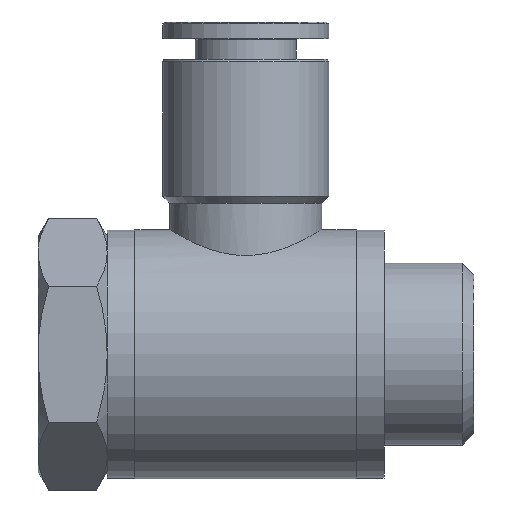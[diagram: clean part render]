
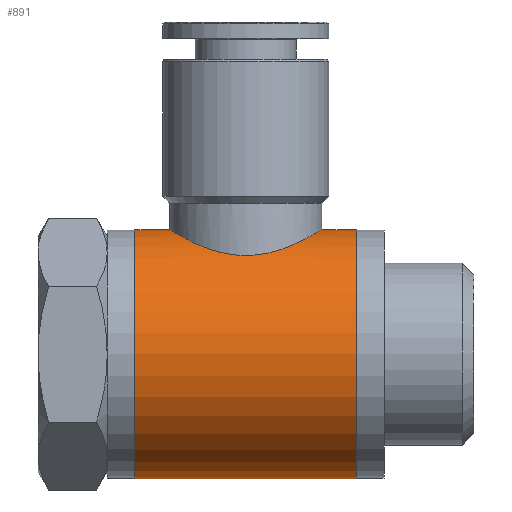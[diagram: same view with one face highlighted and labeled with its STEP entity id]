
A CAD part, left-side view. The second image highlights one B-rep face of the part: STEP entity #891.
In plain terms, the highlighted cylindrical face has radius 9 mm (diameter 18 mm), a full revolution.
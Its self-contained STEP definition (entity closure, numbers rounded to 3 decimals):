
#61=B_SPLINE_CURVE_WITH_KNOTS('',3,(#1270,#1271,#1272,#1273,#1274,#1275,
#1276,#1277,#1278,#1279,#1280,#1281,#1282,#1283,#1284,#1285,#1286,#1287,
#1288),.UNSPECIFIED.,.T.,.F.,(1,1,1,1,1,1,1,1,1,1,1,1,1,1,1,1,1,1,1,1,1,
1,1),(-0.007,-0.004,-0.002,0.,
0.002,0.004,0.007,0.009,
0.011,0.013,0.015,0.018,
0.02,0.022,0.024,0.026,
0.029,0.031,0.033,0.035,
0.038,0.04,0.042),.UNSPECIFIED.);
#136=ORIENTED_EDGE('',*,*,#266,.F.);
#137=ORIENTED_EDGE('',*,*,#267,.T.);
#138=ORIENTED_EDGE('',*,*,#255,.T.);
#255=EDGE_CURVE('',#319,#319,#61,.T.);
#266=EDGE_CURVE('',#330,#330,#373,.T.);
#267=EDGE_CURVE('',#331,#331,#374,.T.);
#319=VERTEX_POINT('',#1289);
#330=VERTEX_POINT('',#1322);
#331=VERTEX_POINT('',#1324);
#373=CIRCLE('',#963,9.);
#374=CIRCLE('',#964,9.);
#422=EDGE_LOOP('',(#136));
#423=EDGE_LOOP('',(#137));
#424=EDGE_LOOP('',(#138));
#495=FACE_BOUND('',#422,.T.);
#496=FACE_BOUND('',#423,.T.);
#497=FACE_BOUND('',#424,.T.);
#543=CYLINDRICAL_SURFACE('',#962,9.);
#891=ADVANCED_FACE('',(#495,#496,#497),#543,.T.);
#962=AXIS2_PLACEMENT_3D('',#1320,#1087,#1088);
#963=AXIS2_PLACEMENT_3D('',#1321,#1089,#1090);
#964=AXIS2_PLACEMENT_3D('',#1323,#1091,#1092);
#1087=DIRECTION('',(0.,-1.,0.));
#1088=DIRECTION('',(0.,0.,-1.));
#1089=DIRECTION('',(0.,-1.,0.));
#1090=DIRECTION('',(0.,0.,-1.));
#1091=DIRECTION('',(0.,-1.,0.));
#1092=DIRECTION('',(0.,0.,-1.));
#1270=CARTESIAN_POINT('',(2.218,-5.19,8.806));
#1271=CARTESIAN_POINT('',(-0.001,-5.654,9.097));
#1272=CARTESIAN_POINT('',(-2.214,-5.192,8.807));
#1273=CARTESIAN_POINT('',(-3.99,-3.973,8.125));
#1274=CARTESIAN_POINT('',(-5.184,-2.224,7.38));
#1275=CARTESIAN_POINT('',(-5.655,-0.011,6.998));
#1276=CARTESIAN_POINT('',(-5.196,2.199,7.372));
#1277=CARTESIAN_POINT('',(-3.999,3.965,8.12));
#1278=CARTESIAN_POINT('',(-2.23,5.184,8.802));
#1279=CARTESIAN_POINT('',(-0.021,5.654,9.097));
#1280=CARTESIAN_POINT('',(2.2,5.199,8.811));
#1281=CARTESIAN_POINT('',(3.984,3.981,8.128));
#1282=CARTESIAN_POINT('',(5.184,2.228,7.38));
#1283=CARTESIAN_POINT('',(5.655,0.01,6.998));
#1284=CARTESIAN_POINT('',(5.196,-2.2,7.372));
#1285=CARTESIAN_POINT('',(3.993,-3.973,8.124));
#1286=CARTESIAN_POINT('',(2.218,-5.19,8.806));
#1287=CARTESIAN_POINT('',(-0.001,-5.654,9.097));
#1288=CARTESIAN_POINT('',(-2.214,-5.192,8.807));
#1289=CARTESIAN_POINT('',(0.,-5.5,9.));
#1320=CARTESIAN_POINT('',(0.,-16.5,0.));
#1321=CARTESIAN_POINT('',(0.,-8.,0.));
#1322=CARTESIAN_POINT('',(0.,-8.,-9.));
#1323=CARTESIAN_POINT('',(0.,8.,0.));
#1324=CARTESIAN_POINT('',(0.,8.,-9.));
